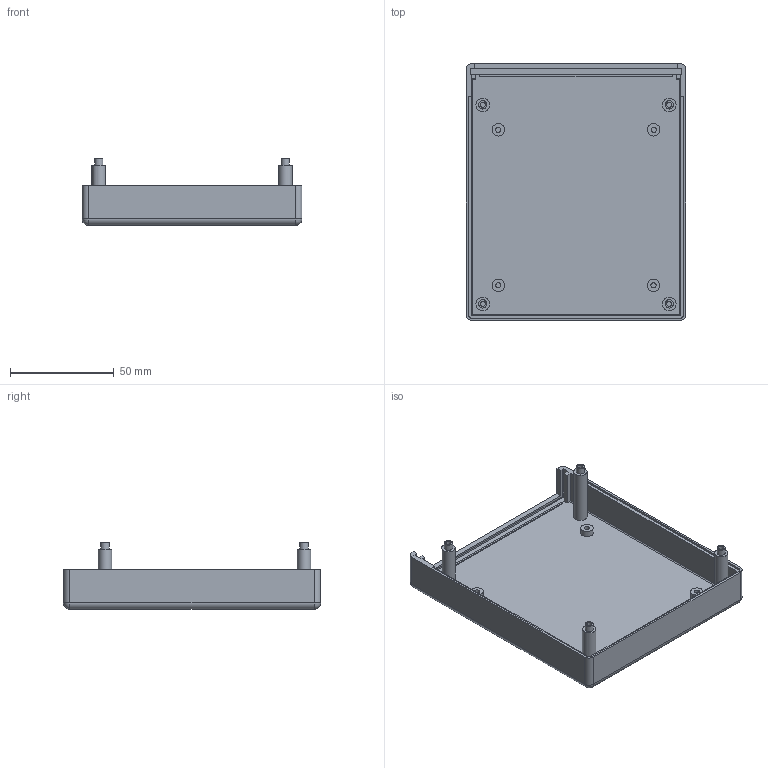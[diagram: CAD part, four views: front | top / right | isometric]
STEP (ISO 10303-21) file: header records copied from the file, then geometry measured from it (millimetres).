
FILE_DESCRIPTION(('FreeCAD Model'),'2;1');
FILE_NAME('Open CASCADE Shape Model','2024-06-28T15:03:20',('Author'),( ''),'Open CASCADE STEP processor 7.6','FreeCAD','Unknown');
FILE_SCHEMA(('AUTOMOTIVE_DESIGN { 1 0 10303 214 1 1 1 1 }'));
Length unit declared in the file: millimetre
Products named in the file (1): TampaFinal
Bounding box: 106 x 124 x 32 mm (x, y, z)
Volume: 49700.2 mm3; surface area: 42524.1 mm2
Topology: 1 solids, 1 shells, 109 faces, 240 edges, 147 vertices
Faces by surface type: plane 61, cylinder 41, sphere 7
Full cylindrical faces by diameter (mm): 2.5 x12, 4 x4, 6 x4, 6.5 x4
Entity records: 2976 total; most frequent: DIRECTION 531, CARTESIAN_POINT 517, ORIENTED_EDGE 468, EDGE_CURVE 234, AXIS2_PLACEMENT_3D 188, LINE 155, VECTOR 155, VERTEX_POINT 147
